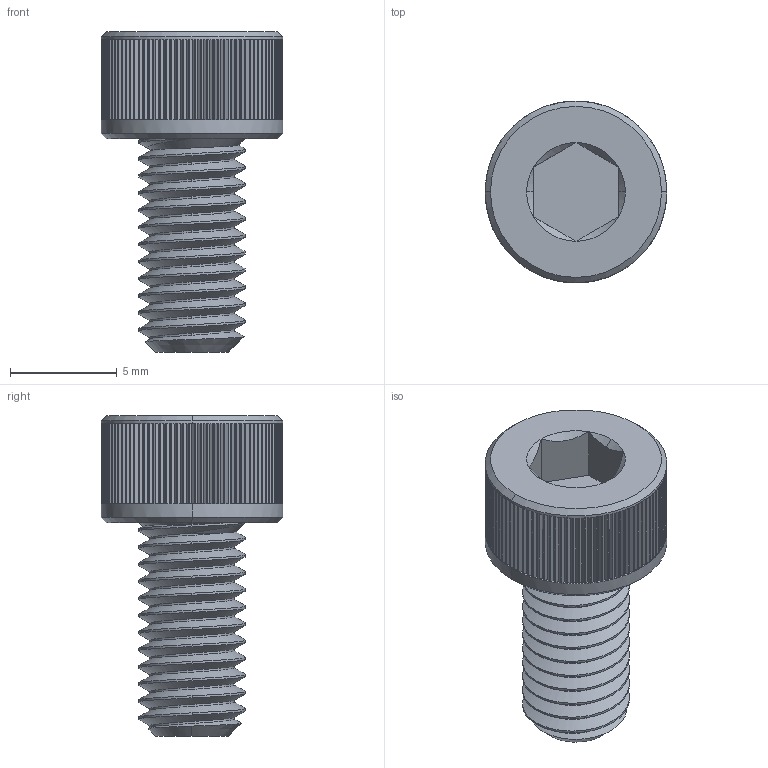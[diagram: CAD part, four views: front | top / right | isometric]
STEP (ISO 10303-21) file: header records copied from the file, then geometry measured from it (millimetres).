
FILE_DESCRIPTION (( 'STEP AP203' ), '1' );
FILE_NAME ('M5 SHCS- 10mm.step_Default_sldprt.STEP', '2022-11-09T04:42:09', ( '' ), ( '' ), 'SwSTEP 2.0', 'SolidWorks 2022', '' );
FILE_SCHEMA (( 'CONFIG_CONTROL_DESIGN' ));
Length unit declared in the file: millimetre
Products named in the file (1): M5 SHCS- 10mm.step_Default_sldprt
Bounding box: 8.5 x 8.5 x 15 mm (x, y, z)
Volume: 399.5 mm3; surface area: 541.2 mm2
Topology: 1 solids, 1 shells, 465 faces, 1083 edges, 716 vertices
Faces by surface type: plane 394, cylinder 50, cone 19, bspline 2
Entity records: 16806 total; most frequent: CARTESIAN_POINT 6130, ORIENTED_EDGE 2166, DIRECTION 2120, EDGE_CURVE 1083, VECTOR 746, LINE 746, VERTEX_POINT 716, AXIS2_PLACEMENT_3D 687
